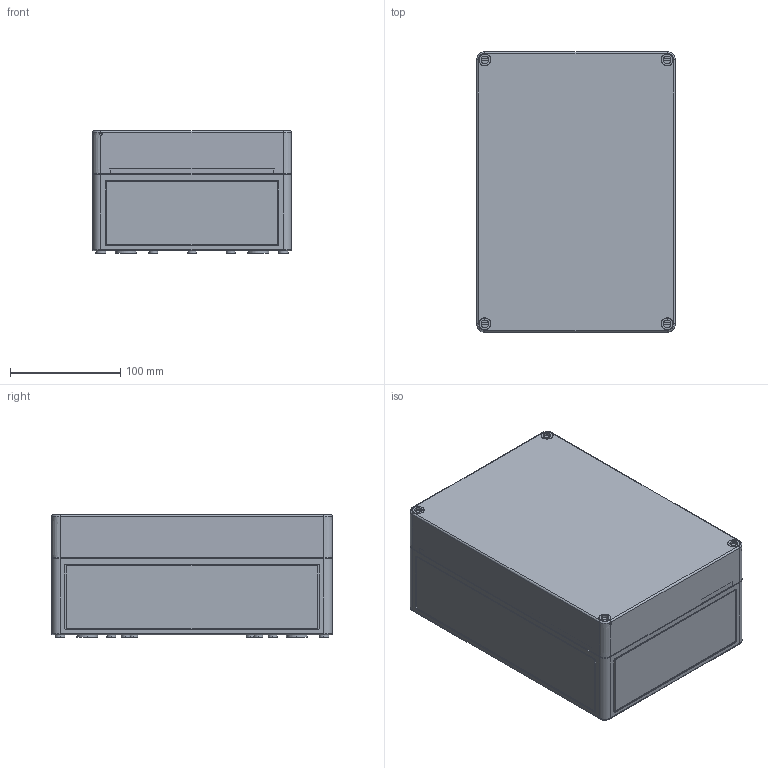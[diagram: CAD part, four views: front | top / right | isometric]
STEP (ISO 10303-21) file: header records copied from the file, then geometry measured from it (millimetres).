
FILE_DESCRIPTION (( 'STEP AP203' ), '1' );
FILE_NAME ('60182522.step', '2014-12-03T14:59:59', ( 'Windows-Benutzer' ), ( '' ), 'SwSTEP 2.0', 'SolidWorks 2014', '' );
FILE_SCHEMA (( 'CONFIG_CONTROL_DESIGN' ));
Length unit declared in the file: millimetre
Products named in the file (4): Kasten_TK2518-o60182522; Deckel_TK2518-11-t60182522; Schraube_TK58mm-schwarz60182522; 60182522
Assembly tree (6 placements, depth 2):
  60182522
    Kasten_TK2518-o60182522
    Deckel_TK2518-11-t60182522
    Schraube_TK58mm-schwarz60182522  x4
Bounding box: 180 x 254 x 110.7 mm (x, y, z)
Volume: 645746.8 mm3; surface area: 401091.3 mm2
Topology: 6 solids, 6 shells, 955 faces, 2394 edges, 1568 vertices
Faces by surface type: plane 559, cylinder 316, cone 64, torus 16
Entity records: 22140 total; most frequent: DIRECTION 3916, CARTESIAN_POINT 3837, ORIENTED_EDGE 3588, EDGE_CURVE 1794, AXIS2_PLACEMENT_3D 1423, VERTEX_POINT 1172, VECTOR 1070, LINE 1070
